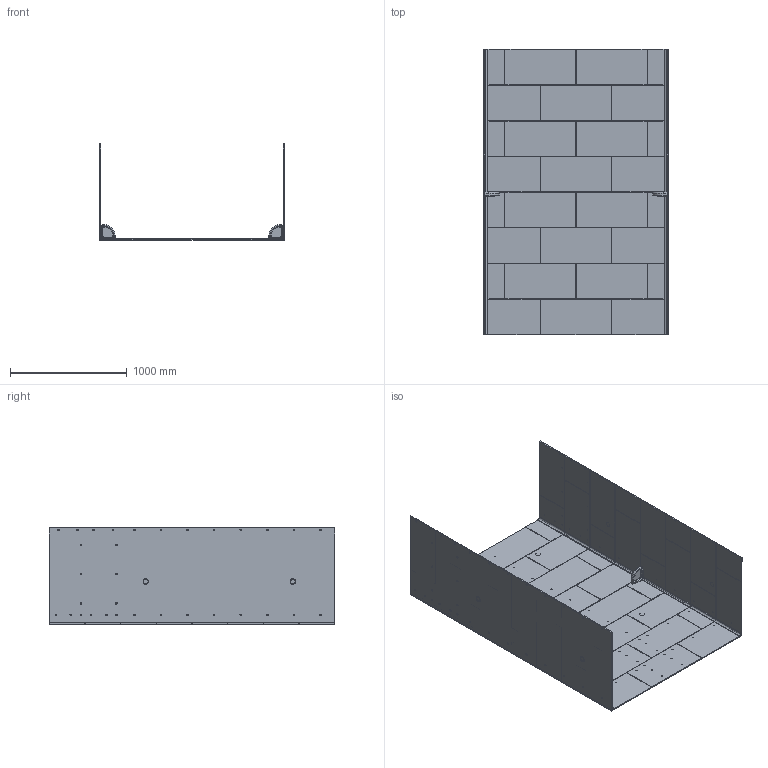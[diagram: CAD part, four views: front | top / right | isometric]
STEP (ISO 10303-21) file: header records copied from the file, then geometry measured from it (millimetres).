
FILE_DESCRIPTION (( 'STEP AP203' ), '1' );
FILE_NAME ('TSMK963262.STEP', '2021-07-09T12:57:14', ( '' ), ( '' ), 'SwSTEP 2.0', 'SolidWorks 2020', '' );
FILE_SCHEMA (( 'CONFIG_CONTROL_DESIGN' ));
Length unit declared in the file: inch
Products named in the file (6): TSMK3296; MirrorTSMK3296; SWSACCES2; TSMK6296_Wall 62"; SWACCM2096; TSMK963262
Assembly tree (7 placements, depth 2):
  TSMK963262
    TSMK6296_Wall 62"
    TSMK3296
    SWACCM2096  x2
    SWSACCES2  x2
    MirrorTSMK3296
Bounding box: 1574.8 x 2438.57 x 821.51 mm (x, y, z)
Volume: 75458267 mm3; surface area: 16300095.5 mm2
Topology: 7 solids, 7 shells, 2020 faces, 5076 edges, 3187 vertices
Faces by surface type: plane 842, cylinder 624, bspline 282, torus 238, sphere 18, cone 16
Entity records: 85891 total; most frequent: CARTESIAN_POINT 41167, ORIENTED_EDGE 9944, DIRECTION 7856, EDGE_CURVE 4972, VERTEX_POINT 3129, AXIS2_PLACEMENT_3D 2824, LINE 2208, VECTOR 2208
